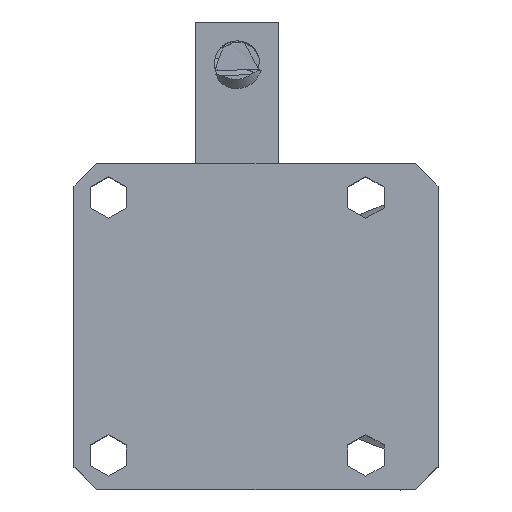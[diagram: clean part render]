
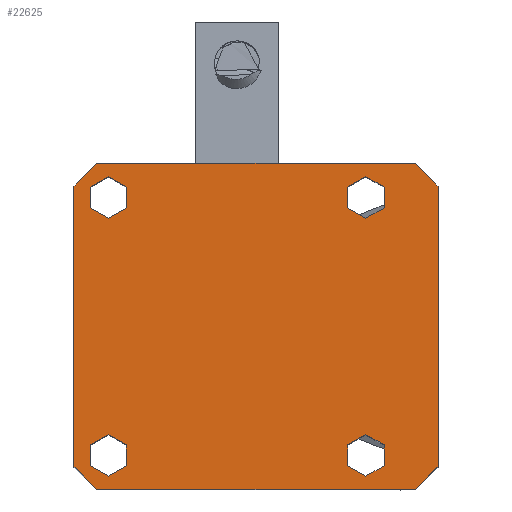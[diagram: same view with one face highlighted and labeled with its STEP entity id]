
A CAD part, top view. The second image highlights one B-rep face of the part: STEP entity #22625.
In plain terms, the highlighted planar face has unit normal (0, 0, 1).
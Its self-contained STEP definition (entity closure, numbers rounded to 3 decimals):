
#692 = VERTEX_POINT ( 'NONE', #21433 ) ;
#791 = EDGE_CURVE ( 'NONE', #39274, #6740, #17044, .T. ) ;
#2042 = VECTOR ( 'NONE', #5881, 1000. ) ;
#2630 = VERTEX_POINT ( 'NONE', #42432 ) ;
#2882 = EDGE_CURVE ( 'NONE', #43524, #18700, #13140, .T. ) ;
#3534 = VERTEX_POINT ( 'NONE', #12847 ) ;
#4081 = VERTEX_POINT ( 'NONE', #43136 ) ;
#4315 = AXIS2_PLACEMENT_3D ( 'NONE', #39335, #31993, #31936 ) ;
#4556 = ORIENTED_EDGE ( 'NONE', *, *, #14475, .T. ) ;
#5881 = DIRECTION ( 'NONE',  ( -1., 0., 0. ) ) ;
#6093 = AXIS2_PLACEMENT_3D ( 'NONE', #39483, #16813, #43187 ) ;
#6130 = AXIS2_PLACEMENT_3D ( 'NONE', #10150, #44084, #44072 ) ;
#6247 = ORIENTED_EDGE ( 'NONE', *, *, #791, .T. ) ;
#6740 = VERTEX_POINT ( 'NONE', #12873 ) ;
#6816 = CARTESIAN_POINT ( 'NONE',  ( 53., 37., 47.5 ) ) ;
#6958 = DIRECTION ( 'NONE',  ( 0., 0., -1. ) ) ;
#7821 = CARTESIAN_POINT ( 'NONE',  ( 47., 43., 47.5 ) ) ;
#8966 = CARTESIAN_POINT ( 'NONE',  ( 34., 39.5, 47.5 ) ) ;
#9197 = DIRECTION ( 'NONE',  ( 0., -1., 0. ) ) ;
#9252 = DIRECTION ( 'NONE',  ( 0., 0., -1. ) ) ;
#9290 = CARTESIAN_POINT ( 'NONE',  ( 34., -34., 47.5 ) ) ;
#9943 = ORIENTED_EDGE ( 'NONE', *, *, #19248, .T. ) ;
#10088 = CARTESIAN_POINT ( 'NONE',  ( 53., 37., 47.5 ) ) ;
#10150 = CARTESIAN_POINT ( 'NONE',  ( -34., -34., 47.5 ) ) ;
#10257 = LINE ( 'NONE', #16282, #40474 ) ;
#10367 = EDGE_CURVE ( 'NONE', #6740, #4081, #47093, .T. ) ;
#10712 = AXIS2_PLACEMENT_3D ( 'NONE', #43618, #43565, #43558 ) ;
#12426 = EDGE_CURVE ( 'NONE', #4081, #692, #43419, .T. ) ;
#12777 = VERTEX_POINT ( 'NONE', #21489 ) ;
#12847 = CARTESIAN_POINT ( 'NONE',  ( 34., -28.5, 47.5 ) ) ;
#12873 = CARTESIAN_POINT ( 'NONE',  ( -43., -37., 47.5 ) ) ;
#13140 = CIRCLE ( 'NONE', #16644, 5.5 ) ;
#14418 = EDGE_CURVE ( 'NONE', #12777, #2630, #39079, .T. ) ;
#14475 = EDGE_CURVE ( 'NONE', #29388, #22229, #38742, .T. ) ;
#14696 = EDGE_CURVE ( 'NONE', #33160, #39274, #38349, .T. ) ;
#15293 = CARTESIAN_POINT ( 'NONE',  ( 53., -37., 47.5 ) ) ;
#15519 = ORIENTED_EDGE ( 'NONE', *, *, #39231, .T. ) ;
#15529 = VERTEX_POINT ( 'NONE', #6816 ) ;
#16282 = CARTESIAN_POINT ( 'NONE',  ( 47., -43., 47.5 ) ) ;
#16346 = VECTOR ( 'NONE', #19968, 1000. ) ;
#16644 = AXIS2_PLACEMENT_3D ( 'NONE', #28476, #28371, #28323 ) ;
#16813 = DIRECTION ( 'NONE',  ( 0., 0., -1. ) ) ;
#17044 = LINE ( 'NONE', #20081, #16346 ) ;
#17932 = CARTESIAN_POINT ( 'NONE',  ( -43., 37., 47.5 ) ) ;
#18700 = VERTEX_POINT ( 'NONE', #35428 ) ;
#18714 = VERTEX_POINT ( 'NONE', #33168 ) ;
#19248 = EDGE_CURVE ( 'NONE', #3534, #18714, #29150, .T. ) ;
#19345 = CARTESIAN_POINT ( 'NONE',  ( 53., -43., 47.5 ) ) ;
#19385 = CIRCLE ( 'NONE', #10712, 5.5 ) ;
#19946 = LINE ( 'NONE', #24538, #2042 ) ;
#19968 = DIRECTION ( 'NONE',  ( 0., -1., 0. ) ) ;
#20081 = CARTESIAN_POINT ( 'NONE',  ( -43., -43., 47.5 ) ) ;
#21087 = DIRECTION ( 'NONE',  ( 0.707, -0.707, 0. ) ) ;
#21170 = VECTOR ( 'NONE', #27081, 1000. ) ;
#21218 = CARTESIAN_POINT ( 'NONE',  ( -43., -37., 47.5 ) ) ;
#21433 = CARTESIAN_POINT ( 'NONE',  ( 47., -43., 47.5 ) ) ;
#21489 = CARTESIAN_POINT ( 'NONE',  ( -34., 39.5, 47.5 ) ) ;
#21506 = EDGE_CURVE ( 'NONE', #18700, #43524, #24502, .T. ) ;
#21681 = ORIENTED_EDGE ( 'NONE', *, *, #23673, .T. ) ;
#21978 = FACE_BOUND ( 'NONE', #25825, .T. ) ;
#22063 = FACE_BOUND ( 'NONE', #25292, .T. ) ;
#22077 = FACE_BOUND ( 'NONE', #27506, .T. ) ;
#22169 = FACE_BOUND ( 'NONE', #25520, .T. ) ;
#22207 = FACE_OUTER_BOUND ( 'NONE', #25526, .T. ) ;
#22229 = VERTEX_POINT ( 'NONE', #42453 ) ;
#22237 = DIRECTION ( 'NONE',  ( -0.707, -0.707, 0. ) ) ;
#22371 = ORIENTED_EDGE ( 'NONE', *, *, #10367, .T. ) ;
#22625 = ADVANCED_FACE ( 'NONE', ( #22207, #22077, #22169, #22063, #21978 ), #32084, .T. ) ;
#22932 = ORIENTED_EDGE ( 'NONE', *, *, #14696, .T. ) ;
#23673 = EDGE_CURVE ( 'NONE', #2630, #12777, #19385, .T. ) ;
#24502 = CIRCLE ( 'NONE', #6130, 5.5 ) ;
#24538 = CARTESIAN_POINT ( 'NONE',  ( -43., 43., 47.5 ) ) ;
#25292 = EDGE_LOOP ( 'NONE', ( #15519, #4556 ) ) ;
#25493 = ORIENTED_EDGE ( 'NONE', *, *, #14418, .T. ) ;
#25520 = EDGE_LOOP ( 'NONE', ( #37471, #9943 ) ) ;
#25526 = EDGE_LOOP ( 'NONE', ( #6247, #22371, #26173, #31434, #35784, #36285, #42911, #22932 ) ) ;
#25825 = EDGE_LOOP ( 'NONE', ( #21681, #25493 ) ) ;
#25839 = CARTESIAN_POINT ( 'NONE',  ( -37., 43., 47.5 ) ) ;
#26008 = ORIENTED_EDGE ( 'NONE', *, *, #21506, .T. ) ;
#26173 = ORIENTED_EDGE ( 'NONE', *, *, #12426, .T. ) ;
#26466 = CIRCLE ( 'NONE', #6093, 5.5 ) ;
#26696 = LINE ( 'NONE', #19345, #21170 ) ;
#27081 = DIRECTION ( 'NONE',  ( 0., 1., 0. ) ) ;
#27506 = EDGE_LOOP ( 'NONE', ( #47422, #26008 ) ) ;
#27695 = DIRECTION ( 'NONE',  ( 0.707, 0.707, 0. ) ) ;
#28323 = DIRECTION ( 'NONE',  ( 0., -1., 0. ) ) ;
#28371 = DIRECTION ( 'NONE',  ( 0., 0., -1. ) ) ;
#28472 = CARTESIAN_POINT ( 'NONE',  ( -43., -43., 47.5 ) ) ;
#28476 = CARTESIAN_POINT ( 'NONE',  ( -34., -34., 47.5 ) ) ;
#28478 = CARTESIAN_POINT ( 'NONE',  ( -37., 43., 47.5 ) ) ;
#28845 = DIRECTION ( 'NONE',  ( 1., 0., 0. ) ) ;
#28897 = DIRECTION ( 'NONE',  ( 0., -1., 0. ) ) ;
#28947 = DIRECTION ( 'NONE',  ( 0., 0., -1. ) ) ;
#28955 = CARTESIAN_POINT ( 'NONE',  ( 34., 34., 47.5 ) ) ;
#29150 = CIRCLE ( 'NONE', #34163, 5.5 ) ;
#29388 = VERTEX_POINT ( 'NONE', #8966 ) ;
#29495 = DIRECTION ( 'NONE',  ( 0., -1., 0. ) ) ;
#29536 = CARTESIAN_POINT ( 'NONE',  ( 34., 34., 47.5 ) ) ;
#29555 = DIRECTION ( 'NONE',  ( 0., 0., -1. ) ) ;
#29564 = CARTESIAN_POINT ( 'NONE',  ( -34., 34., 47.5 ) ) ;
#31434 = ORIENTED_EDGE ( 'NONE', *, *, #37812, .T. ) ;
#31936 = DIRECTION ( 'NONE',  ( 1., 0., 0. ) ) ;
#31993 = DIRECTION ( 'NONE',  ( 0., 0., 1. ) ) ;
#32084 = PLANE ( 'NONE',  #4315 ) ;
#32815 = AXIS2_PLACEMENT_3D ( 'NONE', #29536, #6958, #33312 ) ;
#33052 = CIRCLE ( 'NONE', #32815, 5.5 ) ;
#33160 = VERTEX_POINT ( 'NONE', #25839 ) ;
#33168 = CARTESIAN_POINT ( 'NONE',  ( 34., -39.5, 47.5 ) ) ;
#33312 = DIRECTION ( 'NONE',  ( 0., -1., 0. ) ) ;
#34163 = AXIS2_PLACEMENT_3D ( 'NONE', #9290, #9252, #9197 ) ;
#35248 = VERTEX_POINT ( 'NONE', #15293 ) ;
#35428 = CARTESIAN_POINT ( 'NONE',  ( -34., -28.5, 47.5 ) ) ;
#35784 = ORIENTED_EDGE ( 'NONE', *, *, #43710, .T. ) ;
#36285 = ORIENTED_EDGE ( 'NONE', *, *, #37963, .T. ) ;
#36626 = CARTESIAN_POINT ( 'NONE',  ( -34., -39.5, 47.5 ) ) ;
#37471 = ORIENTED_EDGE ( 'NONE', *, *, #44006, .T. ) ;
#37812 = EDGE_CURVE ( 'NONE', #692, #35248, #10257, .T. ) ;
#37963 = EDGE_CURVE ( 'NONE', #15529, #41253, #39931, .T. ) ;
#38191 = VECTOR ( 'NONE', #22237, 1000. ) ;
#38349 = LINE ( 'NONE', #28478, #38191 ) ;
#38742 = CIRCLE ( 'NONE', #46399, 5.5 ) ;
#39079 = CIRCLE ( 'NONE', #41476, 5.5 ) ;
#39231 = EDGE_CURVE ( 'NONE', #22229, #29388, #33052, .T. ) ;
#39274 = VERTEX_POINT ( 'NONE', #17932 ) ;
#39335 = CARTESIAN_POINT ( 'NONE',  ( -43., -43., 47.5 ) ) ;
#39483 = CARTESIAN_POINT ( 'NONE',  ( 34., -34., 47.5 ) ) ;
#39754 = VECTOR ( 'NONE', #40207, 1000. ) ;
#39931 = LINE ( 'NONE', #10088, #39754 ) ;
#40207 = DIRECTION ( 'NONE',  ( -0.707, 0.707, 0. ) ) ;
#40474 = VECTOR ( 'NONE', #27695, 1000. ) ;
#41253 = VERTEX_POINT ( 'NONE', #7821 ) ;
#41476 = AXIS2_PLACEMENT_3D ( 'NONE', #29564, #29555, #29495 ) ;
#42432 = CARTESIAN_POINT ( 'NONE',  ( -34., 28.5, 47.5 ) ) ;
#42453 = CARTESIAN_POINT ( 'NONE',  ( 34., 28.5, 47.5 ) ) ;
#42911 = ORIENTED_EDGE ( 'NONE', *, *, #46125, .T. ) ;
#43136 = CARTESIAN_POINT ( 'NONE',  ( -37., -43., 47.5 ) ) ;
#43187 = DIRECTION ( 'NONE',  ( 0., -1., 0. ) ) ;
#43358 = VECTOR ( 'NONE', #28845, 1000. ) ;
#43419 = LINE ( 'NONE', #28472, #43358 ) ;
#43524 = VERTEX_POINT ( 'NONE', #36626 ) ;
#43558 = DIRECTION ( 'NONE',  ( 0., -1., 0. ) ) ;
#43565 = DIRECTION ( 'NONE',  ( 0., 0., -1. ) ) ;
#43618 = CARTESIAN_POINT ( 'NONE',  ( -34., 34., 47.5 ) ) ;
#43710 = EDGE_CURVE ( 'NONE', #35248, #15529, #26696, .T. ) ;
#44006 = EDGE_CURVE ( 'NONE', #18714, #3534, #26466, .T. ) ;
#44072 = DIRECTION ( 'NONE',  ( 0., -1., 0. ) ) ;
#44084 = DIRECTION ( 'NONE',  ( 0., 0., -1. ) ) ;
#46125 = EDGE_CURVE ( 'NONE', #41253, #33160, #19946, .T. ) ;
#46399 = AXIS2_PLACEMENT_3D ( 'NONE', #28955, #28947, #28897 ) ;
#46996 = VECTOR ( 'NONE', #21087, 1000. ) ;
#47093 = LINE ( 'NONE', #21218, #46996 ) ;
#47422 = ORIENTED_EDGE ( 'NONE', *, *, #2882, .T. ) ;
